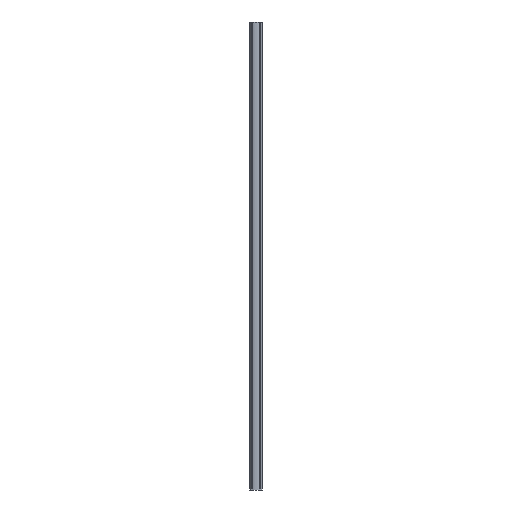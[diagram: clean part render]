
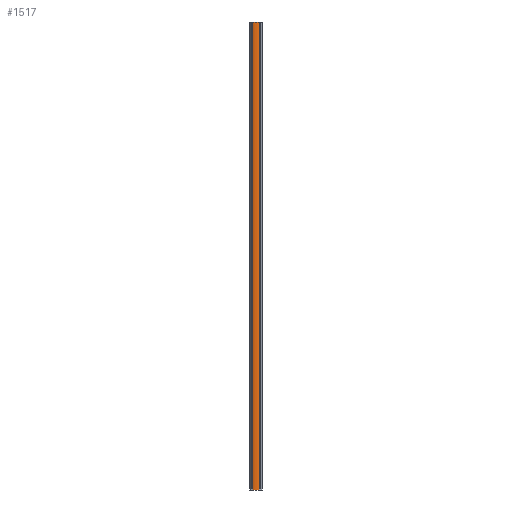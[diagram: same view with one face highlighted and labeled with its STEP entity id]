
A CAD part, front view. The second image highlights one B-rep face of the part: STEP entity #1517.
In plain terms, the highlighted cylindrical face has radius 42.5 mm (diameter 85 mm), a partial arc.
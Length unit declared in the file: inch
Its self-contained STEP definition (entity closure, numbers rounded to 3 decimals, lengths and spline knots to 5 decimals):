
#4 = DIRECTION ( 'NONE',  ( 0., 0., -1. ) ) ;
#46 = VERTEX_POINT ( 'NONE', #1733 ) ;
#60 = CARTESIAN_POINT ( 'NONE',  ( -0.57791, -1.57026, -78.74016 ) ) ;
#69 = VERTEX_POINT ( 'NONE', #60 ) ;
#96 = LINE ( 'NONE', #543, #501 ) ;
#143 = FACE_OUTER_BOUND ( 'NONE', #1451, .T. ) ;
#153 = CYLINDRICAL_SURFACE ( 'NONE', #920, 1.67323 ) ;
#178 = DIRECTION ( 'NONE',  ( 1., 0., 0. ) ) ;
#180 = CIRCLE ( 'NONE', #1228, 1.67323 ) ;
#277 = CARTESIAN_POINT ( 'NONE',  ( 0., 0., 0. ) ) ;
#290 = LINE ( 'NONE', #1024, #1483 ) ;
#298 = EDGE_CURVE ( 'NONE', #320, #299, #180, .T. ) ;
#299 = VERTEX_POINT ( 'NONE', #439 ) ;
#320 = VERTEX_POINT ( 'NONE', #1571 ) ;
#321 = CARTESIAN_POINT ( 'NONE',  ( 0., 0., -78.74016 ) ) ;
#432 = ORIENTED_EDGE ( 'NONE', *, *, #1780, .T. ) ;
#439 = CARTESIAN_POINT ( 'NONE',  ( -0.57791, -1.57026, 0. ) ) ;
#460 = ORIENTED_EDGE ( 'NONE', *, *, #520, .T. ) ;
#501 = VECTOR ( 'NONE', #505, 39.37008 ) ;
#505 = DIRECTION ( 'NONE',  ( 0., 0., 1. ) ) ;
#520 = EDGE_CURVE ( 'NONE', #69, #46, #1821, .T. ) ;
#543 = CARTESIAN_POINT ( 'NONE',  ( 0.57791, -1.57026, -78.74016 ) ) ;
#578 = DIRECTION ( 'NONE',  ( 0., 0., -1. ) ) ;
#714 = DIRECTION ( 'NONE',  ( 1., 0., 0. ) ) ;
#862 = ORIENTED_EDGE ( 'NONE', *, *, #1259, .T. ) ;
#920 = AXIS2_PLACEMENT_3D ( 'NONE', #1096, #1720, #714 ) ;
#1022 = AXIS2_PLACEMENT_3D ( 'NONE', #321, #1452, #178 ) ;
#1024 = CARTESIAN_POINT ( 'NONE',  ( -0.57791, -1.57026, -78.74016 ) ) ;
#1096 = CARTESIAN_POINT ( 'NONE',  ( 0., 0., -78.74016 ) ) ;
#1208 = ORIENTED_EDGE ( 'NONE', *, *, #298, .T. ) ;
#1228 = AXIS2_PLACEMENT_3D ( 'NONE', #277, #578, #1709 ) ;
#1259 = EDGE_CURVE ( 'NONE', #299, #69, #290, .T. ) ;
#1451 = EDGE_LOOP ( 'NONE', ( #460, #432, #1208, #862 ) ) ;
#1452 = DIRECTION ( 'NONE',  ( 0., 0., 1. ) ) ;
#1483 = VECTOR ( 'NONE', #4, 39.37008 ) ;
#1517 = ADVANCED_FACE ( 'NONE', ( #143 ), #153, .T. ) ;
#1571 = CARTESIAN_POINT ( 'NONE',  ( 0.57791, -1.57026, 0. ) ) ;
#1709 = DIRECTION ( 'NONE',  ( 1., 0., 0. ) ) ;
#1720 = DIRECTION ( 'NONE',  ( 0., 0., 1. ) ) ;
#1733 = CARTESIAN_POINT ( 'NONE',  ( 0.57791, -1.57026, -78.74016 ) ) ;
#1780 = EDGE_CURVE ( 'NONE', #46, #320, #96, .T. ) ;
#1821 = CIRCLE ( 'NONE', #1022, 1.67323 ) ;
